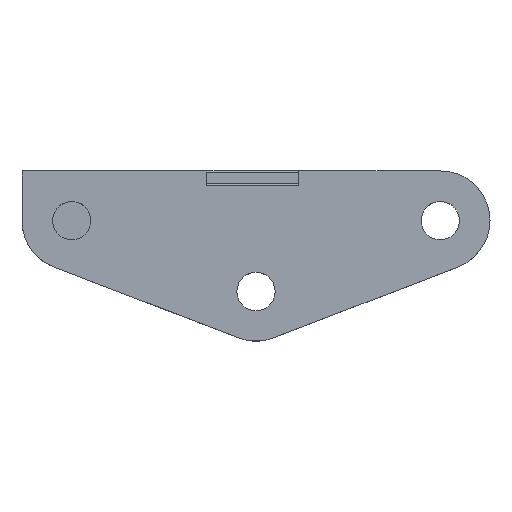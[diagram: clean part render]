
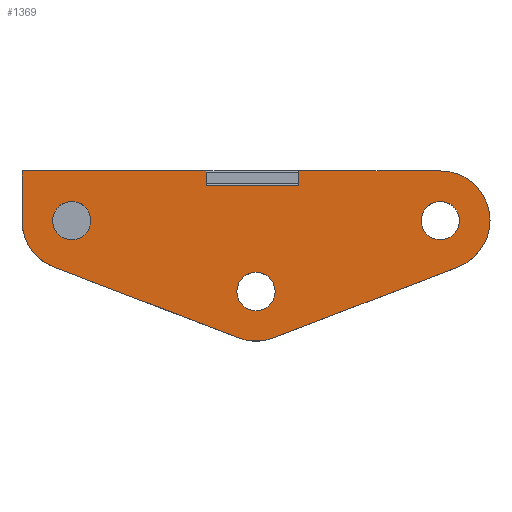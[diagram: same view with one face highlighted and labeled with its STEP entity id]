
A CAD part, top view. The second image highlights one B-rep face of the part: STEP entity #1369.
In plain terms, the highlighted planar face has unit normal (0, 0, 1).
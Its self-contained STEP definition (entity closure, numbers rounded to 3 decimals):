
#35=FACE_BOUND('',#509,.T.);
#36=FACE_BOUND('',#510,.T.);
#37=FACE_BOUND('',#511,.T.);
#115=LINE('',#2014,#285);
#153=LINE('',#2087,#323);
#155=LINE('',#2092,#325);
#163=LINE('',#2108,#333);
#177=LINE('',#2134,#347);
#188=LINE('',#2166,#358);
#189=LINE('',#2169,#359);
#190=LINE('',#2173,#360);
#191=LINE('',#2177,#361);
#285=VECTOR('',#1611,10.);
#323=VECTOR('',#1677,10.);
#325=VECTOR('',#1683,10.);
#333=VECTOR('',#1699,10.);
#347=VECTOR('',#1715,10.);
#358=VECTOR('',#1760,10.);
#359=VECTOR('',#1763,10.);
#360=VECTOR('',#1766,10.);
#361=VECTOR('',#1769,10.);
#433=FACE_OUTER_BOUND('',#508,.T.);
#508=EDGE_LOOP('',(#1153,#1154,#1155,#1156,#1157,#1158,#1159,#1160,#1161,
#1162,#1163,#1164));
#509=EDGE_LOOP('',(#1165));
#510=EDGE_LOOP('',(#1166));
#511=EDGE_LOOP('',(#1167));
#541=CIRCLE('',#1454,3.5);
#542=CIRCLE('',#1455,3.5);
#543=CIRCLE('',#1456,3.5);
#544=CIRCLE('',#1457,1.35);
#545=CIRCLE('',#1458,1.35);
#546=CIRCLE('',#1459,1.35);
#618=VERTEX_POINT('',#2011);
#619=VERTEX_POINT('',#2013);
#638=VERTEX_POINT('',#2081);
#640=VERTEX_POINT('',#2085);
#641=VERTEX_POINT('',#2091);
#645=VERTEX_POINT('',#2107);
#656=VERTEX_POINT('',#2132);
#661=VERTEX_POINT('',#2168);
#662=VERTEX_POINT('',#2170);
#663=VERTEX_POINT('',#2172);
#664=VERTEX_POINT('',#2174);
#665=VERTEX_POINT('',#2176);
#666=VERTEX_POINT('',#2179);
#667=VERTEX_POINT('',#2181);
#668=VERTEX_POINT('',#2183);
#758=EDGE_CURVE('',#618,#619,#115,.T.);
#796=EDGE_CURVE('',#638,#640,#153,.T.);
#798=EDGE_CURVE('',#638,#641,#155,.T.);
#806=EDGE_CURVE('',#645,#619,#163,.T.);
#821=EDGE_CURVE('',#640,#656,#177,.T.);
#835=EDGE_CURVE('',#641,#618,#188,.T.);
#836=EDGE_CURVE('',#661,#656,#189,.T.);
#837=EDGE_CURVE('',#662,#661,#541,.T.);
#838=EDGE_CURVE('',#662,#663,#190,.T.);
#839=EDGE_CURVE('',#664,#663,#542,.T.);
#840=EDGE_CURVE('',#665,#664,#191,.T.);
#841=EDGE_CURVE('',#645,#665,#543,.T.);
#842=EDGE_CURVE('',#666,#666,#544,.T.);
#843=EDGE_CURVE('',#667,#667,#545,.T.);
#844=EDGE_CURVE('',#668,#668,#546,.T.);
#1153=ORIENTED_EDGE('',*,*,#796,.T.);
#1154=ORIENTED_EDGE('',*,*,#821,.T.);
#1155=ORIENTED_EDGE('',*,*,#836,.F.);
#1156=ORIENTED_EDGE('',*,*,#837,.F.);
#1157=ORIENTED_EDGE('',*,*,#838,.T.);
#1158=ORIENTED_EDGE('',*,*,#839,.F.);
#1159=ORIENTED_EDGE('',*,*,#840,.F.);
#1160=ORIENTED_EDGE('',*,*,#841,.F.);
#1161=ORIENTED_EDGE('',*,*,#806,.T.);
#1162=ORIENTED_EDGE('',*,*,#758,.F.);
#1163=ORIENTED_EDGE('',*,*,#835,.F.);
#1164=ORIENTED_EDGE('',*,*,#798,.F.);
#1165=ORIENTED_EDGE('',*,*,#842,.F.);
#1166=ORIENTED_EDGE('',*,*,#843,.F.);
#1167=ORIENTED_EDGE('',*,*,#844,.F.);
#1309=PLANE('',#1453);
#1369=ADVANCED_FACE('',(#433,#35,#36,#37),#1309,.F.);
#1453=AXIS2_PLACEMENT_3D('',#2167,#1761,#1762);
#1454=AXIS2_PLACEMENT_3D('',#2171,#1764,#1765);
#1455=AXIS2_PLACEMENT_3D('',#2175,#1767,#1768);
#1456=AXIS2_PLACEMENT_3D('',#2178,#1770,#1771);
#1457=AXIS2_PLACEMENT_3D('',#2180,#1772,#1773);
#1458=AXIS2_PLACEMENT_3D('',#2182,#1774,#1775);
#1459=AXIS2_PLACEMENT_3D('',#2184,#1776,#1777);
#1611=DIRECTION('',(0.,1.,0.));
#1677=DIRECTION('',(-0.707,0.707,0.));
#1683=DIRECTION('',(0.,-1.,0.));
#1699=DIRECTION('',(-1.,0.,0.));
#1715=DIRECTION('',(-1.,0.,0.));
#1760=DIRECTION('',(1.,0.,0.));
#1761=DIRECTION('center_axis',(0.,0.,
-1.));
#1762=DIRECTION('ref_axis',(-1.,0.,0.));
#1763=DIRECTION('',(0.,1.,0.));
#1764=DIRECTION('center_axis',(0.,0.,
-1.));
#1765=DIRECTION('ref_axis',(-1.,0.,0.));
#1766=DIRECTION('',(0.933,-0.359,0.));
#1767=DIRECTION('center_axis',(0.,0.,
-1.));
#1768=DIRECTION('ref_axis',(-1.,0.,0.));
#1769=DIRECTION('',(-0.933,-0.359,0.));
#1770=DIRECTION('center_axis',(0.,0.,
-1.));
#1771=DIRECTION('ref_axis',(-1.,0.,0.));
#1772=DIRECTION('center_axis',(0.,0.,
1.));
#1773=DIRECTION('ref_axis',(-1.,0.,0.));
#1774=DIRECTION('center_axis',(0.,0.,
1.));
#1775=DIRECTION('ref_axis',(-1.,0.,0.));
#1776=DIRECTION('center_axis',(0.,0.,
1.));
#1777=DIRECTION('ref_axis',(-1.,0.,0.));
#2011=CARTESIAN_POINT('',(3.,10.375,-49.));
#2013=CARTESIAN_POINT('',(3.,11.375,-49.));
#2014=CARTESIAN_POINT('',(3.,8.375,-49.));
#2081=CARTESIAN_POINT('',(-3.5,11.275,-49.));
#2085=CARTESIAN_POINT('',(-3.6,11.375,-49.));
#2087=CARTESIAN_POINT('',(-1.175,8.95,-49.));
#2091=CARTESIAN_POINT('',(-3.5,10.375,-49.));
#2092=CARTESIAN_POINT('',(-3.5,8.375,-49.));
#2107=CARTESIAN_POINT('',(13.,11.375,-49.));
#2108=CARTESIAN_POINT('',(13.,11.375,-49.));
#2132=CARTESIAN_POINT('',(-16.5,11.375,-49.));
#2134=CARTESIAN_POINT('',(13.,11.375,-49.));
#2166=CARTESIAN_POINT('',(-0.875,10.375,-49.));
#2167=CARTESIAN_POINT('Origin',(0.,5.375,-49.));
#2168=CARTESIAN_POINT('',(-16.5,7.875,-49.));
#2169=CARTESIAN_POINT('',(-16.5,7.875,-49.));
#2170=CARTESIAN_POINT('',(-14.256,4.608,-49.));
#2171=CARTESIAN_POINT('Origin',(-13.,7.875,-49.));
#2172=CARTESIAN_POINT('',(-1.256,-0.392,-49.));
#2173=CARTESIAN_POINT('',(-14.256,4.608,-49.));
#2174=CARTESIAN_POINT('',(1.256,-0.392,-49.));
#2175=CARTESIAN_POINT('Origin',(0.,2.875,-49.));
#2176=CARTESIAN_POINT('',(14.256,4.608,-49.));
#2177=CARTESIAN_POINT('',(14.256,4.608,-49.));
#2178=CARTESIAN_POINT('Origin',(13.,7.875,-49.));
#2179=CARTESIAN_POINT('',(-11.65,7.875,-49.));
#2180=CARTESIAN_POINT('Origin',(-13.,7.875,-49.));
#2181=CARTESIAN_POINT('',(14.35,7.875,-49.));
#2182=CARTESIAN_POINT('Origin',(13.,7.875,-49.));
#2183=CARTESIAN_POINT('',(1.35,2.875,-49.));
#2184=CARTESIAN_POINT('Origin',(0.,2.875,-49.));
